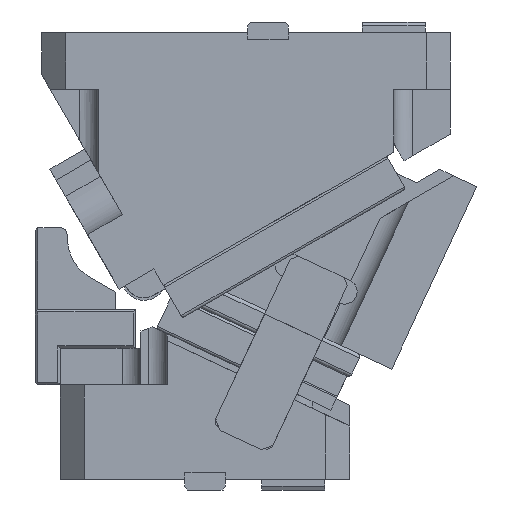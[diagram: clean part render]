
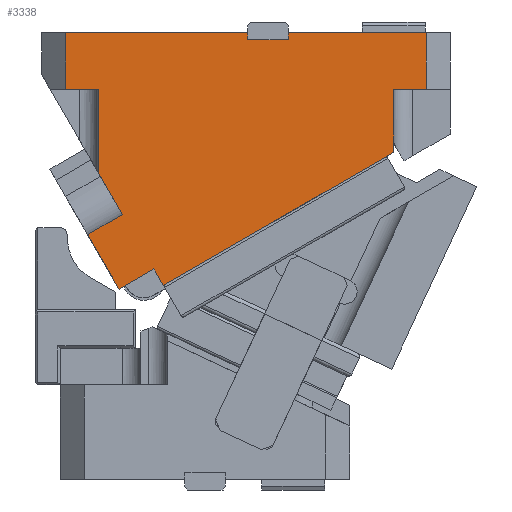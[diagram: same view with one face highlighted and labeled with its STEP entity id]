
A CAD part, front view. The second image highlights one B-rep face of the part: STEP entity #3338.
In plain terms, the highlighted planar face has unit normal (0, -1, 0).
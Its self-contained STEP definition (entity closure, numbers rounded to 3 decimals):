
#860=CARTESIAN_POINT('Vertex',(49.31,-45.,210.495)) ;
#863=CARTESIAN_POINT('Line Origine',(39.655,-45.,227.218)) ;
#867=CARTESIAN_POINT('Vertex',(30.,-45.,243.942)) ;
#2274=CARTESIAN_POINT('Vertex',(74.31,-45.,167.194)) ;
#2277=CARTESIAN_POINT('Line Origine',(60.454,-45.,159.194)) ;
#2281=CARTESIAN_POINT('Vertex',(46.598,-45.,151.194)) ;
#3031=CARTESIAN_POINT('Line Origine',(4.142,-45.,332.5)) ;
#3035=CARTESIAN_POINT('Vertex',(4.142,-45.,355.)) ;
#3037=CARTESIAN_POINT('Vertex',(4.142,-45.,310.)) ;
#3083=CARTESIAN_POINT('Vertex',(30.,-45.,310.)) ;
#3086=CARTESIAN_POINT('Line Origine',(17.071,-45.,310.)) ;
#3214=CARTESIAN_POINT('Line Origine',(30.,-45.,276.971)) ;
#3226=CARTESIAN_POINT('Axis2P3D Location',(183.56,-45.,271.999)) ;
#3231=CARTESIAN_POINT('Line Origine',(35.454,-45.,202.495)) ;
#3235=CARTESIAN_POINT('Vertex',(21.598,-45.,194.495)) ;
#3238=CARTESIAN_POINT('Line Origine',(34.098,-45.,172.845)) ;
#3243=CARTESIAN_POINT('Line Origine',(78.06,-45.,160.699)) ;
#3247=CARTESIAN_POINT('Vertex',(81.81,-45.,154.204)) ;
#3250=CARTESIAN_POINT('Line Origine',(168.413,-45.,204.204)) ;
#3254=CARTESIAN_POINT('Vertex',(255.015,-45.,254.204)) ;
#3257=CARTESIAN_POINT('Line Origine',(260.008,-45.,257.086)) ;
#3261=CARTESIAN_POINT('Vertex',(265.,-45.,259.968)) ;
#3264=CARTESIAN_POINT('Line Origine',(265.,-45.,284.984)) ;
#3268=CARTESIAN_POINT('Vertex',(265.,-45.,310.)) ;
#3271=CARTESIAN_POINT('Line Origine',(277.929,-45.,310.)) ;
#3275=CARTESIAN_POINT('Vertex',(290.858,-45.,310.)) ;
#3278=CARTESIAN_POINT('Line Origine',(290.858,-45.,332.5)) ;
#3282=CARTESIAN_POINT('Vertex',(290.858,-45.,355.)) ;
#3285=CARTESIAN_POINT('Line Origine',(235.929,-45.,355.)) ;
#3289=CARTESIAN_POINT('Vertex',(181.,-45.,355.)) ;
#3292=CARTESIAN_POINT('Line Origine',(181.,-45.,352.25)) ;
#3296=CARTESIAN_POINT('Vertex',(181.,-45.,349.5)) ;
#3299=CARTESIAN_POINT('Line Origine',(165.,-45.,349.5)) ;
#3303=CARTESIAN_POINT('Vertex',(149.,-45.,349.5)) ;
#3306=CARTESIAN_POINT('Line Origine',(149.,-45.,352.25)) ;
#3310=CARTESIAN_POINT('Vertex',(149.,-45.,355.)) ;
#3313=CARTESIAN_POINT('Line Origine',(76.571,-45.,355.)) ;
#864=DIRECTION('Vector Direction',(-0.5,0.,0.866)) ;
#2278=DIRECTION('Vector Direction',(0.866,0.,0.5)) ;
#3032=DIRECTION('Vector Direction',(0.,0.,1.)) ;
#3087=DIRECTION('Vector Direction',(-1.,0.,0.)) ;
#3215=DIRECTION('Vector Direction',(0.,0.,1.)) ;
#3227=DIRECTION('Axis2P3D Direction',(0.,-1.,0.)) ;
#3228=DIRECTION('Axis2P3D XDirection',(1.,0.,0.)) ;
#3232=DIRECTION('Vector Direction',(0.866,0.,0.5)) ;
#3239=DIRECTION('Vector Direction',(0.5,0.,-0.866)) ;
#3244=DIRECTION('Vector Direction',(-0.5,0.,0.866)) ;
#3251=DIRECTION('Vector Direction',(0.866,0.,0.5)) ;
#3258=DIRECTION('Vector Direction',(-0.866,0.,-0.5)) ;
#3265=DIRECTION('Vector Direction',(0.,0.,1.)) ;
#3272=DIRECTION('Vector Direction',(-1.,0.,0.)) ;
#3279=DIRECTION('Vector Direction',(0.,0.,1.)) ;
#3286=DIRECTION('Vector Direction',(-1.,0.,0.)) ;
#3293=DIRECTION('Vector Direction',(0.,0.,1.)) ;
#3300=DIRECTION('Vector Direction',(-1.,0.,0.)) ;
#3307=DIRECTION('Vector Direction',(0.,0.,-1.)) ;
#3314=DIRECTION('Vector Direction',(-1.,0.,0.)) ;
#3229=AXIS2_PLACEMENT_3D('Plane Axis2P3D',#3226,#3227,#3228) ;
#3319=ORIENTED_EDGE('',*,*,#3090,.F.) ;
#3320=ORIENTED_EDGE('',*,*,#3218,.F.) ;
#3321=ORIENTED_EDGE('',*,*,#869,.F.) ;
#3322=ORIENTED_EDGE('',*,*,#3237,.F.) ;
#3323=ORIENTED_EDGE('',*,*,#3242,.T.) ;
#3324=ORIENTED_EDGE('',*,*,#2283,.F.) ;
#3325=ORIENTED_EDGE('',*,*,#3249,.F.) ;
#3326=ORIENTED_EDGE('',*,*,#3256,.T.) ;
#3327=ORIENTED_EDGE('',*,*,#3263,.F.) ;
#3328=ORIENTED_EDGE('',*,*,#3270,.T.) ;
#3329=ORIENTED_EDGE('',*,*,#3277,.F.) ;
#3330=ORIENTED_EDGE('',*,*,#3284,.T.) ;
#3331=ORIENTED_EDGE('',*,*,#3291,.T.) ;
#3332=ORIENTED_EDGE('',*,*,#3298,.F.) ;
#3333=ORIENTED_EDGE('',*,*,#3305,.T.) ;
#3334=ORIENTED_EDGE('',*,*,#3312,.F.) ;
#3335=ORIENTED_EDGE('',*,*,#3317,.T.) ;
#3336=ORIENTED_EDGE('',*,*,#3039,.T.) ;
#865=VECTOR('Line Direction',#864,1.) ;
#2279=VECTOR('Line Direction',#2278,1.) ;
#3033=VECTOR('Line Direction',#3032,1.) ;
#3088=VECTOR('Line Direction',#3087,1.) ;
#3216=VECTOR('Line Direction',#3215,1.) ;
#3233=VECTOR('Line Direction',#3232,1.) ;
#3240=VECTOR('Line Direction',#3239,1.) ;
#3245=VECTOR('Line Direction',#3244,1.) ;
#3252=VECTOR('Line Direction',#3251,1.) ;
#3259=VECTOR('Line Direction',#3258,1.) ;
#3266=VECTOR('Line Direction',#3265,1.) ;
#3273=VECTOR('Line Direction',#3272,1.) ;
#3280=VECTOR('Line Direction',#3279,1.) ;
#3287=VECTOR('Line Direction',#3286,1.) ;
#3294=VECTOR('Line Direction',#3293,1.) ;
#3301=VECTOR('Line Direction',#3300,1.) ;
#3308=VECTOR('Line Direction',#3307,1.) ;
#3315=VECTOR('Line Direction',#3314,1.) ;
#3338=ADVANCED_FACE('CAM HOLDER',(#3337),#3230,.T.) ;
#869=EDGE_CURVE('',#861,#868,#866,.T.) ;
#2283=EDGE_CURVE('',#2275,#2282,#2280,.F.) ;
#3039=EDGE_CURVE('',#3036,#3038,#3034,.F.) ;
#3090=EDGE_CURVE('',#3084,#3038,#3089,.T.) ;
#3218=EDGE_CURVE('',#868,#3084,#3217,.T.) ;
#3237=EDGE_CURVE('',#3236,#861,#3234,.T.) ;
#3242=EDGE_CURVE('',#3236,#2282,#3241,.T.) ;
#3249=EDGE_CURVE('',#3248,#2275,#3246,.T.) ;
#3256=EDGE_CURVE('',#3248,#3255,#3253,.T.) ;
#3263=EDGE_CURVE('',#3262,#3255,#3260,.T.) ;
#3270=EDGE_CURVE('',#3262,#3269,#3267,.T.) ;
#3277=EDGE_CURVE('',#3276,#3269,#3274,.T.) ;
#3284=EDGE_CURVE('',#3276,#3283,#3281,.T.) ;
#3291=EDGE_CURVE('',#3283,#3290,#3288,.T.) ;
#3298=EDGE_CURVE('',#3297,#3290,#3295,.T.) ;
#3305=EDGE_CURVE('',#3297,#3304,#3302,.T.) ;
#3312=EDGE_CURVE('',#3311,#3304,#3309,.T.) ;
#3317=EDGE_CURVE('',#3311,#3036,#3316,.T.) ;
#3318=EDGE_LOOP('',(#3319,#3320,#3321,#3322,#3323,#3324,#3325,#3326,#3327,#3328,#3329,#3330,#3331,#3332,#3333,#3334,#3335,#3336)) ;
#3337=FACE_OUTER_BOUND('',#3318,.T.) ;
#866=LINE('Line',#863,#865) ;
#2280=LINE('Line',#2277,#2279) ;
#3034=LINE('Line',#3031,#3033) ;
#3089=LINE('Line',#3086,#3088) ;
#3217=LINE('Line',#3214,#3216) ;
#3234=LINE('Line',#3231,#3233) ;
#3241=LINE('Line',#3238,#3240) ;
#3246=LINE('Line',#3243,#3245) ;
#3253=LINE('Line',#3250,#3252) ;
#3260=LINE('Line',#3257,#3259) ;
#3267=LINE('Line',#3264,#3266) ;
#3274=LINE('Line',#3271,#3273) ;
#3281=LINE('Line',#3278,#3280) ;
#3288=LINE('Line',#3285,#3287) ;
#3295=LINE('Line',#3292,#3294) ;
#3302=LINE('Line',#3299,#3301) ;
#3309=LINE('Line',#3306,#3308) ;
#3316=LINE('Line',#3313,#3315) ;
#3230=PLANE('Plane',#3229) ;
#861=VERTEX_POINT('',#860) ;
#868=VERTEX_POINT('',#867) ;
#2275=VERTEX_POINT('',#2274) ;
#2282=VERTEX_POINT('',#2281) ;
#3036=VERTEX_POINT('',#3035) ;
#3038=VERTEX_POINT('',#3037) ;
#3084=VERTEX_POINT('',#3083) ;
#3236=VERTEX_POINT('',#3235) ;
#3248=VERTEX_POINT('',#3247) ;
#3255=VERTEX_POINT('',#3254) ;
#3262=VERTEX_POINT('',#3261) ;
#3269=VERTEX_POINT('',#3268) ;
#3276=VERTEX_POINT('',#3275) ;
#3283=VERTEX_POINT('',#3282) ;
#3290=VERTEX_POINT('',#3289) ;
#3297=VERTEX_POINT('',#3296) ;
#3304=VERTEX_POINT('',#3303) ;
#3311=VERTEX_POINT('',#3310) ;
